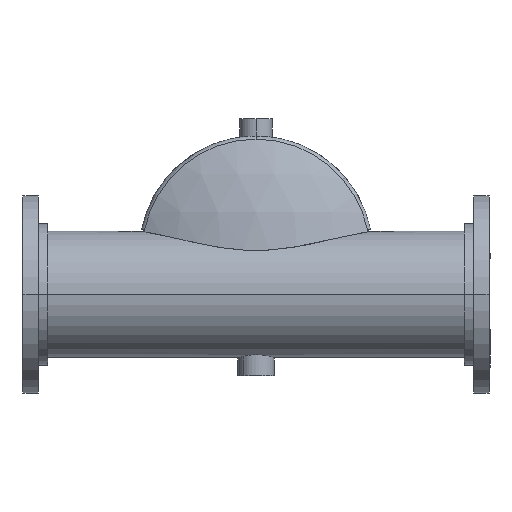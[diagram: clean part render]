
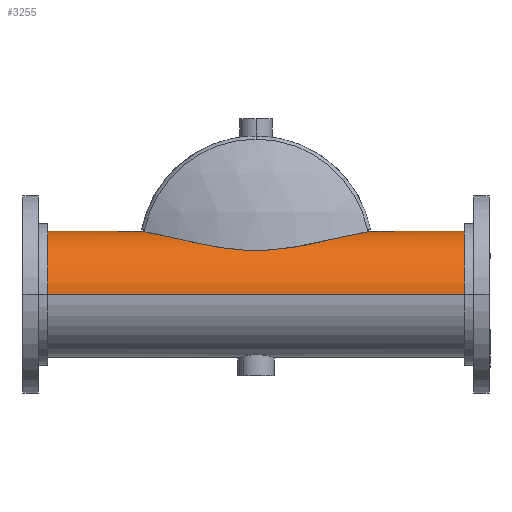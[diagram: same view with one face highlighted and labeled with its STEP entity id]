
A CAD part, top view. The second image highlights one B-rep face of the part: STEP entity #3255.
In plain terms, the highlighted cylindrical face has radius 109.537 mm (diameter 219.075 mm), a partial arc.
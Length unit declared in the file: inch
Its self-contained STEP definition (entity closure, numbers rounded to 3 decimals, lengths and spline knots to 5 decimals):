
#47 = CARTESIAN_POINT ( 'NONE',  ( 15.5, 0., 0. ) ) ;
#160 = VECTOR ( 'NONE', #2590, 39.37008 ) ;
#270 = AXIS2_PLACEMENT_3D ( 'NONE', #1908, #1401, #3914 ) ;
#279 = CARTESIAN_POINT ( 'NONE',  ( 6., 0., 0. ) ) ;
#287 = ORIENTED_EDGE ( 'NONE', *, *, #728, .T. ) ;
#294 = CARTESIAN_POINT ( 'NONE',  ( 6., 4.04322, -1.5 ) ) ;
#354 = VECTOR ( 'NONE', #3575, 39.37008 ) ;
#365 = CARTESIAN_POINT ( 'NONE',  ( -15.5, 4.04322, 1.5 ) ) ;
#412 = LINE ( 'NONE', #2301, #354 ) ;
#441 = VERTEX_POINT ( 'NONE', #1740 ) ;
#443 = DIRECTION ( 'NONE',  ( 0., 0., -1. ) ) ;
#561 = ORIENTED_EDGE ( 'NONE', *, *, #1725, .T. ) ;
#589 = VERTEX_POINT ( 'NONE', #3087 ) ;
#597 = FACE_BOUND ( 'NONE', #2485, .T. ) ;
#614 = VECTOR ( 'NONE', #3165, 39.37008 ) ;
#631 = VERTEX_POINT ( 'NONE', #1178 ) ;
#651 = CARTESIAN_POINT ( 'NONE',  ( -15.5, 0., 4.3125 ) ) ;
#728 = EDGE_CURVE ( 'NONE', #1191, #631, #3684, .T. ) ;
#814 = CIRCLE ( 'NONE', #3889, 4.3125 ) ;
#876 = VERTEX_POINT ( 'NONE', #3101 ) ;
#897 = ORIENTED_EDGE ( 'NONE', *, *, #1920, .F. ) ;
#923 = DIRECTION ( 'NONE',  ( 0., 0., -1. ) ) ;
#934 = CARTESIAN_POINT ( 'NONE',  ( -15.5, 0., 0. ) ) ;
#950 = AXIS2_PLACEMENT_3D ( 'NONE', #934, #1315, #2593 ) ;
#998 = DIRECTION ( 'NONE',  ( 0., 0., 1. ) ) ;
#1030 = LINE ( 'NONE', #365, #160 ) ;
#1083 = AXIS2_PLACEMENT_3D ( 'NONE', #279, #3864, #998 ) ;
#1149 = ORIENTED_EDGE ( 'NONE', *, *, #3871, .F. ) ;
#1178 = CARTESIAN_POINT ( 'NONE',  ( -15.5, 0., 4.3125 ) ) ;
#1191 = VERTEX_POINT ( 'NONE', #1403 ) ;
#1214 = ORIENTED_EDGE ( 'NONE', *, *, #3774, .T. ) ;
#1229 = EDGE_LOOP ( 'NONE', ( #287, #2515, #1149, #897 ) ) ;
#1270 = DIRECTION ( 'NONE',  ( 1., 0., 0. ) ) ;
#1283 = CIRCLE ( 'NONE', #1083, 4.3125 ) ;
#1308 = DIRECTION ( 'NONE',  ( 1., 0., 0. ) ) ;
#1315 = DIRECTION ( 'NONE',  ( 1., 0., 0. ) ) ;
#1322 = DIRECTION ( 'NONE',  ( -1., 0., 0. ) ) ;
#1401 = DIRECTION ( 'NONE',  ( 1., 0., 0. ) ) ;
#1403 = CARTESIAN_POINT ( 'NONE',  ( -15.5, 0., -4.3125 ) ) ;
#1487 = ORIENTED_EDGE ( 'NONE', *, *, #3260, .T. ) ;
#1522 = VERTEX_POINT ( 'NONE', #2378 ) ;
#1548 = CARTESIAN_POINT ( 'NONE',  ( -6., 0., 0. ) ) ;
#1716 = EDGE_CURVE ( 'NONE', #631, #441, #4108, .T. ) ;
#1725 = EDGE_CURVE ( 'NONE', #589, #1522, #814, .T. ) ;
#1740 = CARTESIAN_POINT ( 'NONE',  ( 15.5, 0., 4.3125 ) ) ;
#1908 = CARTESIAN_POINT ( 'NONE',  ( -15.5, 0., 0. ) ) ;
#1920 = EDGE_CURVE ( 'NONE', #1191, #2818, #412, .T. ) ;
#2214 = CARTESIAN_POINT ( 'NONE',  ( -15.5, 4.04322, -1.5 ) ) ;
#2258 = LINE ( 'NONE', #2214, #4099 ) ;
#2265 = EDGE_CURVE ( 'NONE', #1522, #3978, #2258, .T. ) ;
#2301 = CARTESIAN_POINT ( 'NONE',  ( -15.5, 0., -4.3125 ) ) ;
#2378 = CARTESIAN_POINT ( 'NONE',  ( -6., 4.04322, -1.5 ) ) ;
#2485 = EDGE_LOOP ( 'NONE', ( #3932, #1487, #1214, #561 ) ) ;
#2515 = ORIENTED_EDGE ( 'NONE', *, *, #1716, .T. ) ;
#2590 = DIRECTION ( 'NONE',  ( -1., 0., 0. ) ) ;
#2593 = DIRECTION ( 'NONE',  ( 0., 0., -1. ) ) ;
#2818 = VERTEX_POINT ( 'NONE', #3213 ) ;
#3034 = AXIS2_PLACEMENT_3D ( 'NONE', #47, #1308, #443 ) ;
#3087 = CARTESIAN_POINT ( 'NONE',  ( -6., 4.04322, 1.5 ) ) ;
#3101 = CARTESIAN_POINT ( 'NONE',  ( 6., 4.04322, 1.5 ) ) ;
#3165 = DIRECTION ( 'NONE',  ( 1., 0., 0. ) ) ;
#3213 = CARTESIAN_POINT ( 'NONE',  ( 15.5, 0., -4.3125 ) ) ;
#3255 = ADVANCED_FACE ( 'NONE', ( #597, #3802 ), #3530, .T. ) ;
#3260 = EDGE_CURVE ( 'NONE', #3978, #876, #1283, .T. ) ;
#3530 = CYLINDRICAL_SURFACE ( 'NONE', #950, 4.3125 ) ;
#3575 = DIRECTION ( 'NONE',  ( 1., 0., 0. ) ) ;
#3637 = CIRCLE ( 'NONE', #3034, 4.3125 ) ;
#3684 = CIRCLE ( 'NONE', #270, 4.3125 ) ;
#3774 = EDGE_CURVE ( 'NONE', #876, #589, #1030, .T. ) ;
#3802 = FACE_OUTER_BOUND ( 'NONE', #1229, .T. ) ;
#3864 = DIRECTION ( 'NONE',  ( 1., 0., 0. ) ) ;
#3871 = EDGE_CURVE ( 'NONE', #2818, #441, #3637, .T. ) ;
#3889 = AXIS2_PLACEMENT_3D ( 'NONE', #1548, #1322, #923 ) ;
#3914 = DIRECTION ( 'NONE',  ( 0., 0., -1. ) ) ;
#3932 = ORIENTED_EDGE ( 'NONE', *, *, #2265, .T. ) ;
#3978 = VERTEX_POINT ( 'NONE', #294 ) ;
#4099 = VECTOR ( 'NONE', #1270, 39.37008 ) ;
#4108 = LINE ( 'NONE', #651, #614 ) ;
